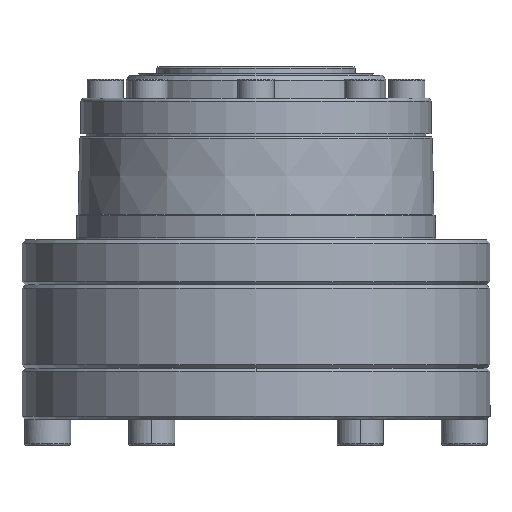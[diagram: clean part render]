
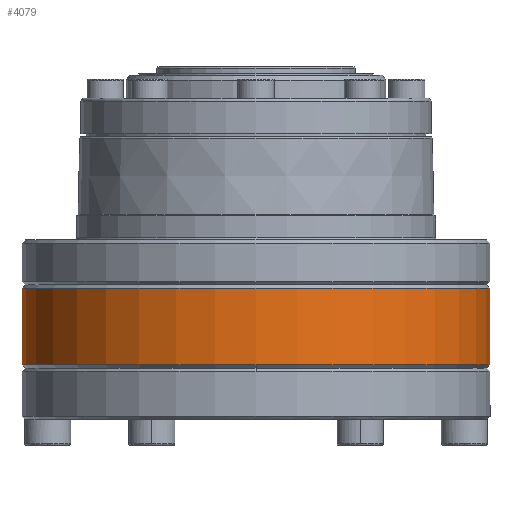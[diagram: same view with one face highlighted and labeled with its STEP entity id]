
A CAD part, front view. The second image highlights one B-rep face of the part: STEP entity #4079.
In plain terms, the highlighted cylindrical face has radius 36.5 mm (diameter 73 mm), a partial arc.
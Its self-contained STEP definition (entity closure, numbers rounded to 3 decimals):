
#1358 = CARTESIAN_POINT ( 'NONE',  ( 36.5, 0., -34.5 ) ) ;
#3124 = EDGE_CURVE ( 'NONE', #16686, #5376, #13060, .T. ) ;
#3334 = LINE ( 'NONE', #23763, #16474 ) ;
#3859 = AXIS2_PLACEMENT_3D ( 'NONE', #30576, #33308, #7007 ) ;
#3945 = VERTEX_POINT ( 'NONE', #19162 ) ;
#4079 = ADVANCED_FACE ( 'NONE', ( #8093 ), #23255, .T. ) ;
#4777 = AXIS2_PLACEMENT_3D ( 'NONE', #6134, #32427, #11216 ) ;
#5168 = AXIS2_PLACEMENT_3D ( 'NONE', #29181, #13567, #27027 ) ;
#5252 = ORIENTED_EDGE ( 'NONE', *, *, #11468, .F. ) ;
#5376 = VERTEX_POINT ( 'NONE', #28923 ) ;
#5927 = CIRCLE ( 'NONE', #29882, 36.5 ) ;
#6134 = CARTESIAN_POINT ( 'NONE',  ( 0., 0., -46.5 ) ) ;
#7007 = DIRECTION ( 'NONE',  ( -1., 0., 0. ) ) ;
#7088 = VERTEX_POINT ( 'NONE', #1358 ) ;
#8093 = FACE_OUTER_BOUND ( 'NONE', #10158, .T. ) ;
#8361 = CARTESIAN_POINT ( 'NONE',  ( -36.5, 0., -34.5 ) ) ;
#9667 = CARTESIAN_POINT ( 'NONE',  ( -36.5, 0., -47. ) ) ;
#10158 = EDGE_LOOP ( 'NONE', ( #5252, #23463, #24617, #20863, #20278 ) ) ;
#11216 = DIRECTION ( 'NONE',  ( 1., 0., 0. ) ) ;
#11468 = EDGE_CURVE ( 'NONE', #7088, #16686, #3334, .T. ) ;
#12049 = DIRECTION ( 'NONE',  ( -1., 0., 0. ) ) ;
#12077 = DIRECTION ( 'NONE',  ( 0., 0., -1. ) ) ;
#13060 = CIRCLE ( 'NONE', #5168, 36.5 ) ;
#13567 = DIRECTION ( 'NONE',  ( 0., 0., -1. ) ) ;
#15355 = VECTOR ( 'NONE', #12077, 1000. ) ;
#16474 = VECTOR ( 'NONE', #26603, 1000. ) ;
#16686 = VERTEX_POINT ( 'NONE', #21064 ) ;
#16777 = CIRCLE ( 'NONE', #4777, 36.5 ) ;
#17317 = CARTESIAN_POINT ( 'NONE',  ( 0., 0., -34.5 ) ) ;
#19162 = CARTESIAN_POINT ( 'NONE',  ( -36.5, 0., -46.5 ) ) ;
#20278 = ORIENTED_EDGE ( 'NONE', *, *, #3124, .F. ) ;
#20863 = ORIENTED_EDGE ( 'NONE', *, *, #24261, .F. ) ;
#21064 = CARTESIAN_POINT ( 'NONE',  ( 36.5, 0., -46.5 ) ) ;
#23255 = CYLINDRICAL_SURFACE ( 'NONE', #3859, 36.5 ) ;
#23463 = ORIENTED_EDGE ( 'NONE', *, *, #28568, .T. ) ;
#23763 = CARTESIAN_POINT ( 'NONE',  ( 36.5, 0., -47. ) ) ;
#24261 = EDGE_CURVE ( 'NONE', #5376, #3945, #16777, .T. ) ;
#24617 = ORIENTED_EDGE ( 'NONE', *, *, #29822, .T. ) ;
#24731 = LINE ( 'NONE', #9667, #15355 ) ;
#25065 = DIRECTION ( 'NONE',  ( 0., 0., -1. ) ) ;
#26603 = DIRECTION ( 'NONE',  ( 0., 0., -1. ) ) ;
#27027 = DIRECTION ( 'NONE',  ( 1., 0., 0. ) ) ;
#28568 = EDGE_CURVE ( 'NONE', #7088, #31909, #5927, .T. ) ;
#28923 = CARTESIAN_POINT ( 'NONE',  ( 0., -36.5, -46.5 ) ) ;
#29181 = CARTESIAN_POINT ( 'NONE',  ( 0., 0., -46.5 ) ) ;
#29822 = EDGE_CURVE ( 'NONE', #31909, #3945, #24731, .T. ) ;
#29882 = AXIS2_PLACEMENT_3D ( 'NONE', #17317, #25065, #12049 ) ;
#30576 = CARTESIAN_POINT ( 'NONE',  ( 0., 0., -47. ) ) ;
#31909 = VERTEX_POINT ( 'NONE', #8361 ) ;
#32427 = DIRECTION ( 'NONE',  ( 0., 0., -1. ) ) ;
#33308 = DIRECTION ( 'NONE',  ( 0., 0., -1. ) ) ;
